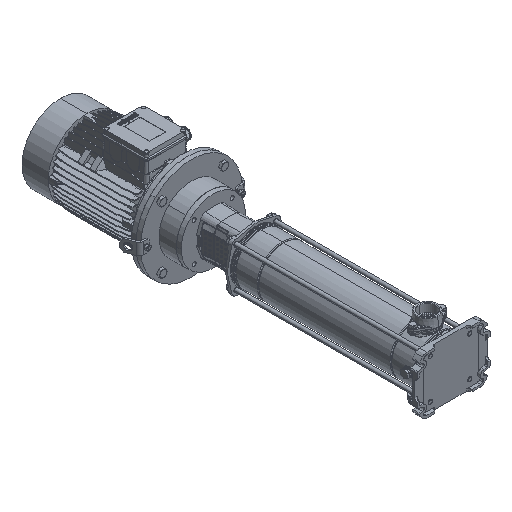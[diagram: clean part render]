
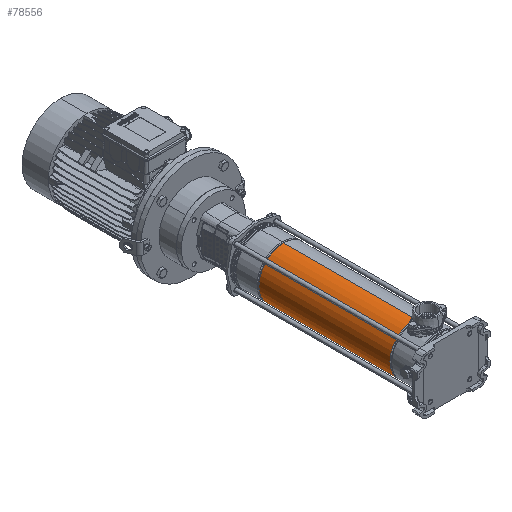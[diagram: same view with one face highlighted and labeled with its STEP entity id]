
A CAD part, isometric view. The second image highlights one B-rep face of the part: STEP entity #78556.
In plain terms, the highlighted cylindrical face has radius 85.9 mm (diameter 171.8 mm), a partial arc.
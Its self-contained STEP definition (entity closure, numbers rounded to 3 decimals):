
#398 = LINE ( 'NONE', #93850, #33987 ) ;
#1697 = AXIS2_PLACEMENT_3D ( 'NONE', #31386, #8201, #63441 ) ;
#4708 = CARTESIAN_POINT ( 'NONE',  ( -85.9, 0., 93.897 ) ) ;
#8201 = DIRECTION ( 'NONE',  ( 0., 0., -1. ) ) ;
#9410 = AXIS2_PLACEMENT_3D ( 'NONE', #25215, #55208, #58276 ) ;
#16874 = ORIENTED_EDGE ( 'NONE', *, *, #26125, .F. ) ;
#18239 = EDGE_CURVE ( 'NONE', #69929, #84249, #46179, .T. ) ;
#22722 = EDGE_CURVE ( 'NONE', #84249, #58334, #101912, .T. ) ;
#23695 = CYLINDRICAL_SURFACE ( 'NONE', #9410, 85.9 ) ;
#23845 = CARTESIAN_POINT ( 'NONE',  ( -85.9, 0., 0. ) ) ;
#25215 = CARTESIAN_POINT ( 'NONE',  ( 0., 0., 0. ) ) ;
#26125 = EDGE_CURVE ( 'NONE', #69929, #68130, #398, .T. ) ;
#31386 = CARTESIAN_POINT ( 'NONE',  ( 0., 0., 543.603 ) ) ;
#31618 = CIRCLE ( 'NONE', #89402, 85.9 ) ;
#33987 = VECTOR ( 'NONE', #55584, 1000. ) ;
#36641 = ORIENTED_EDGE ( 'NONE', *, *, #22722, .T. ) ;
#43178 = EDGE_LOOP ( 'NONE', ( #16874, #62906, #36641, #48127 ) ) ;
#46179 = CIRCLE ( 'NONE', #1697, 85.9 ) ;
#48127 = ORIENTED_EDGE ( 'NONE', *, *, #74577, .F. ) ;
#55208 = DIRECTION ( 'NONE',  ( 0., 0., -1. ) ) ;
#55584 = DIRECTION ( 'NONE',  ( 0., 0., -1. ) ) ;
#58276 = DIRECTION ( 'NONE',  ( -1., 0., 0. ) ) ;
#58334 = VERTEX_POINT ( 'NONE', #4708 ) ;
#59060 = CARTESIAN_POINT ( 'NONE',  ( 85.9, 0., 543.603 ) ) ;
#61457 = DIRECTION ( 'NONE',  ( -1., 0., 0. ) ) ;
#62668 = DIRECTION ( 'NONE',  ( 0., 0., -1. ) ) ;
#62906 = ORIENTED_EDGE ( 'NONE', *, *, #18239, .T. ) ;
#63441 = DIRECTION ( 'NONE',  ( -1., 0., 0. ) ) ;
#68130 = VERTEX_POINT ( 'NONE', #98974 ) ;
#69929 = VERTEX_POINT ( 'NONE', #59060 ) ;
#69948 = VECTOR ( 'NONE', #62668, 1000. ) ;
#74577 = EDGE_CURVE ( 'NONE', #68130, #58334, #31618, .T. ) ;
#78556 = ADVANCED_FACE ( 'NONE', ( #96001 ), #23695, .T. ) ;
#84249 = VERTEX_POINT ( 'NONE', #91135 ) ;
#87237 = CARTESIAN_POINT ( 'NONE',  ( 0., 0., 93.897 ) ) ;
#89402 = AXIS2_PLACEMENT_3D ( 'NONE', #87237, #92927, #61457 ) ;
#91135 = CARTESIAN_POINT ( 'NONE',  ( -85.9, 0., 543.603 ) ) ;
#92927 = DIRECTION ( 'NONE',  ( 0., 0., -1. ) ) ;
#93850 = CARTESIAN_POINT ( 'NONE',  ( 85.9, 0., 0. ) ) ;
#96001 = FACE_OUTER_BOUND ( 'NONE', #43178, .T. ) ;
#98974 = CARTESIAN_POINT ( 'NONE',  ( 85.9, 0., 93.897 ) ) ;
#101912 = LINE ( 'NONE', #23845, #69948 ) ;
